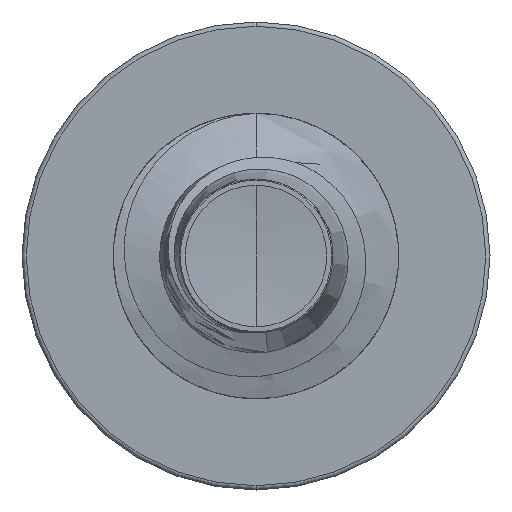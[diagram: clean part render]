
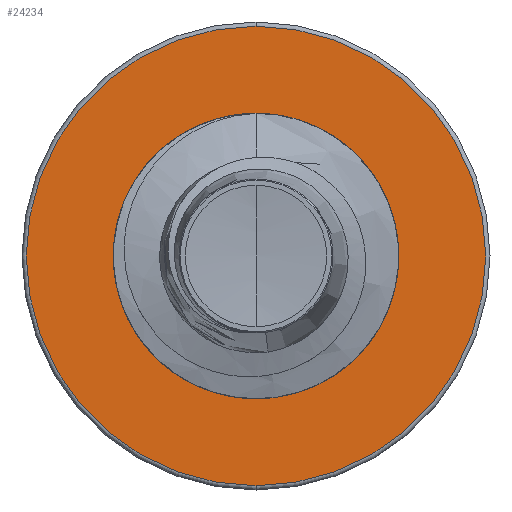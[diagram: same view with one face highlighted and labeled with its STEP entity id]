
A CAD part, front view. The second image highlights one B-rep face of the part: STEP entity #24234.
In plain terms, the highlighted planar face has unit normal (0, -1, 0).
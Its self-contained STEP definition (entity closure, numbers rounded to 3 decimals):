
#773 = DIRECTION ( 'NONE',  ( 0., 1., 0. ) ) ;
#998 = CARTESIAN_POINT ( 'NONE',  ( 0., 25., 2.415 ) ) ;
#1224 = VERTEX_POINT ( 'NONE', #2166 ) ;
#1303 = VERTEX_POINT ( 'NONE', #13194 ) ;
#1966 = AXIS2_PLACEMENT_3D ( 'NONE', #6878, #21302, #9126 ) ;
#2166 = CARTESIAN_POINT ( 'NONE',  ( 0., 25., -4.025 ) ) ;
#2444 = CARTESIAN_POINT ( 'NONE',  ( 0., 25., -2.415 ) ) ;
#4869 = AXIS2_PLACEMENT_3D ( 'NONE', #14288, #773, #16387 ) ;
#5061 = FACE_OUTER_BOUND ( 'NONE', #24807, .T. ) ;
#6257 = CARTESIAN_POINT ( 'NONE',  ( 0., 25., 4.025 ) ) ;
#6878 = CARTESIAN_POINT ( 'NONE',  ( 0., 25., 0. ) ) ;
#6888 = CIRCLE ( 'NONE', #1966, 2.415 ) ;
#7053 = AXIS2_PLACEMENT_3D ( 'NONE', #22556, #10762, #24235 ) ;
#7230 = DIRECTION ( 'NONE',  ( 0., 0., 1. ) ) ;
#9126 = DIRECTION ( 'NONE',  ( 0., 0., 1. ) ) ;
#10004 = DIRECTION ( 'NONE',  ( 0., 1., 0. ) ) ;
#10676 = VERTEX_POINT ( 'NONE', #998 ) ;
#10762 = DIRECTION ( 'NONE',  ( 0., 1., 0. ) ) ;
#11758 = FACE_BOUND ( 'NONE', #23978, .T. ) ;
#13194 = CARTESIAN_POINT ( 'NONE',  ( 0., 25., -2.415 ) ) ;
#13606 = ORIENTED_EDGE ( 'NONE', *, *, #25676, .F. ) ;
#14148 = EDGE_CURVE ( 'NONE', #25847, #1224, #21400, .T. ) ;
#14288 = CARTESIAN_POINT ( 'NONE',  ( 0., 25., 0. ) ) ;
#16387 = DIRECTION ( 'NONE',  ( 0., 0., 1. ) ) ;
#17835 = PLANE ( 'NONE',  #20163 ) ;
#18303 = ORIENTED_EDGE ( 'NONE', *, *, #22016, .T. ) ;
#19230 = ORIENTED_EDGE ( 'NONE', *, *, #14148, .F. ) ;
#19371 = CIRCLE ( 'NONE', #7053, 4.025 ) ;
#19759 = DIRECTION ( 'NONE',  ( 0., 1., 0. ) ) ;
#20084 = EDGE_CURVE ( 'NONE', #1303, #10676, #6888, .T. ) ;
#20163 = AXIS2_PLACEMENT_3D ( 'NONE', #2444, #19759, #7230 ) ;
#21302 = DIRECTION ( 'NONE',  ( 0., 1., 0. ) ) ;
#21400 = CIRCLE ( 'NONE', #4869, 4.025 ) ;
#21962 = CARTESIAN_POINT ( 'NONE',  ( 0., 25., 0. ) ) ;
#22016 = EDGE_CURVE ( 'NONE', #10676, #1303, #25338, .T. ) ;
#22556 = CARTESIAN_POINT ( 'NONE',  ( 0., 25., 0. ) ) ;
#22918 = AXIS2_PLACEMENT_3D ( 'NONE', #21962, #10004, #23660 ) ;
#22962 = ORIENTED_EDGE ( 'NONE', *, *, #20084, .T. ) ;
#23660 = DIRECTION ( 'NONE',  ( 0., 0., 1. ) ) ;
#23978 = EDGE_LOOP ( 'NONE', ( #18303, #22962 ) ) ;
#24234 = ADVANCED_FACE ( 'NONE', ( #5061, #11758 ), #17835, .F. ) ;
#24235 = DIRECTION ( 'NONE',  ( 0., 0., 1. ) ) ;
#24807 = EDGE_LOOP ( 'NONE', ( #19230, #13606 ) ) ;
#25338 = CIRCLE ( 'NONE', #22918, 2.415 ) ;
#25676 = EDGE_CURVE ( 'NONE', #1224, #25847, #19371, .T. ) ;
#25847 = VERTEX_POINT ( 'NONE', #6257 ) ;
